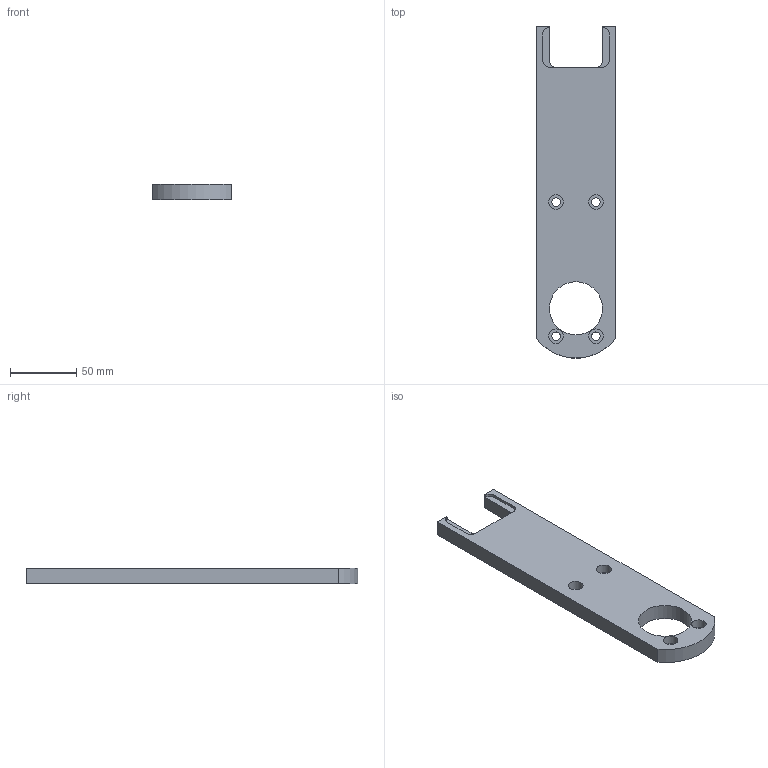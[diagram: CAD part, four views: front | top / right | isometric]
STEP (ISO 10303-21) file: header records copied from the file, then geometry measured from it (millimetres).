
FILE_DESCRIPTION(/* description */ (''),/* implementation_level */ '2;1');
FILE_NAME(/* name */ 'SampleHolder.step',/* time_stamp */ '2022-12-15T12:28:38+01:00',/* author */ (''),/* organization */ (''),/* preprocessor_version */ 'ST-DEVELOPER v19.2',/* originating_system */ 'Autodesk Translation Framework v11.17.0.187',/* authorisation */ '');
FILE_SCHEMA (('AUTOMOTIVE_DESIGN { 1 0 10303 214 3 1 1 }'));
Length unit declared in the file: millimetre
Products named in the file (1): Planche porte cuve
Bounding box: 60 x 249.87 x 12 mm (x, y, z)
Volume: 143034.4 mm3; surface area: 35025 mm2
Topology: 1 solids, 1 shells, 33 faces, 81 edges, 54 vertices
Faces by surface type: plane 17, cylinder 16
Full cylindrical faces by diameter (mm): 6.4 x4, 11 x4, 40 x1
Entity records: 1040 total; most frequent: DIRECTION 181, CARTESIAN_POINT 169, ORIENTED_EDGE 162, EDGE_CURVE 81, AXIS2_PLACEMENT_3D 66, VERTEX_POINT 54, LINE 49, VECTOR 49
